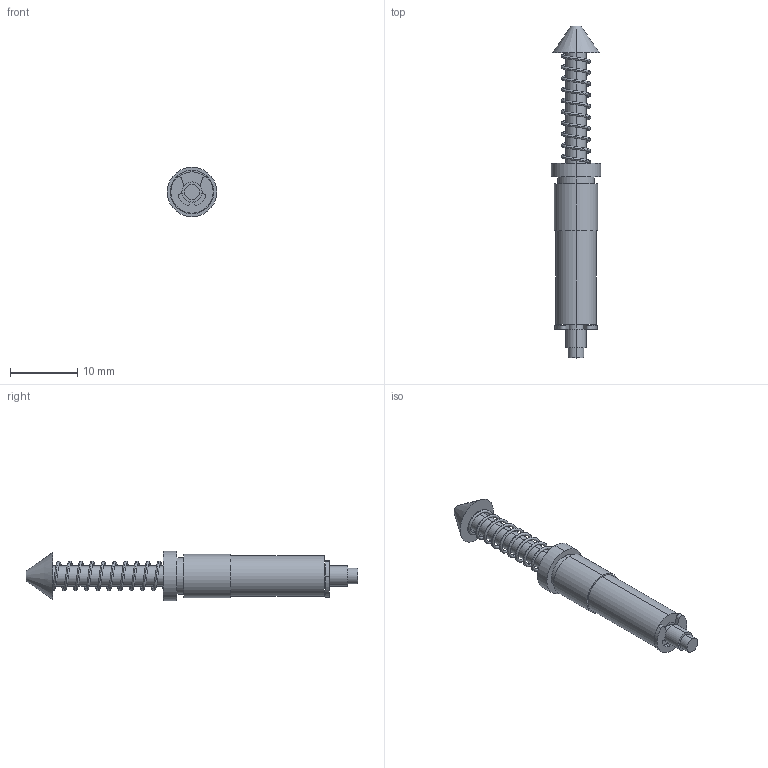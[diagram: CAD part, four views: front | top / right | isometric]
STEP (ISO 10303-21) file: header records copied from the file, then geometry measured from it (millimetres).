
FILE_DESCRIPTION (( 'STEP AP214' ), '1' );
FILE_NAME ('36406~0.STEP', '2019-10-23T09:30:53', ( '' ), ( '' ), 'SwSTEP 2.0', 'SolidWorks 2018', '' );
FILE_SCHEMA (( 'AUTOMOTIVE_DESIGN' ));
Length unit declared in the file: millimetre
Products named in the file (1): 36406~0
Bounding box: 7.4 x 49.5 x 7.4 mm (x, y, z)
Volume: 973.7 mm3; surface area: 1078.5 mm2
Topology: 2 solids, 2 shells, 55 faces, 128 edges, 86 vertices
Faces by surface type: cylinder 32, plane 19, cone 2, bspline 2
Entity records: 8081 total; most frequent: CARTESIAN_POINT 6476, DIRECTION 300, ORIENTED_EDGE 256, EDGE_CURVE 128, AXIS2_PLACEMENT_3D 124, VERTEX_POINT 86, CIRCLE 70, EDGE_LOOP 66
